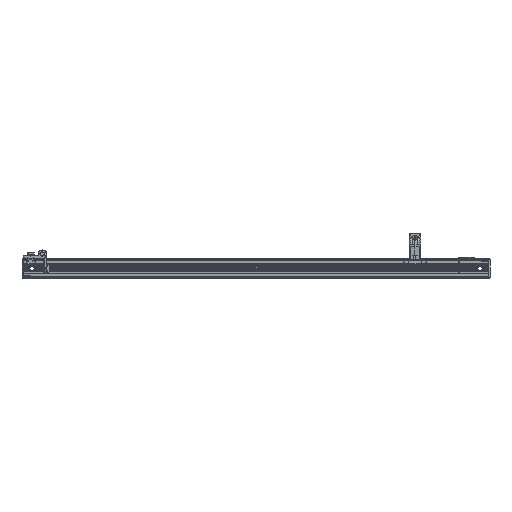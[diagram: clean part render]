
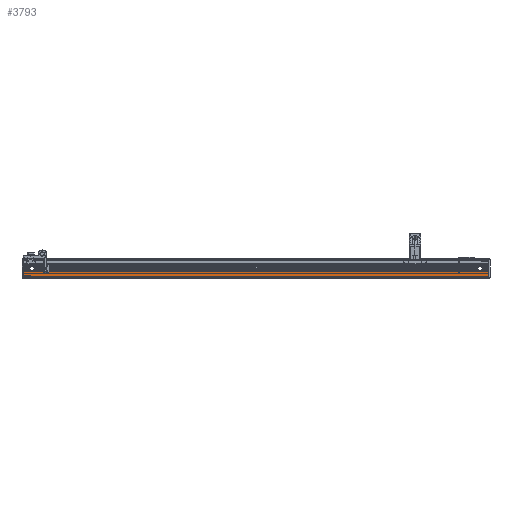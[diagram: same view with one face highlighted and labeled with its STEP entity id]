
A CAD part, front view. The second image highlights one B-rep face of the part: STEP entity #3793.
In plain terms, the highlighted planar face has unit normal (0, -1, 0).
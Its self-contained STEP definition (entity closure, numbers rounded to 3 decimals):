
#3793=ADVANCED_FACE('',(#7827),#7828,.T.);
#7827=FACE_OUTER_BOUND('',#12242,.T.);
#7828=PLANE('',#12243);
#12242=EDGE_LOOP('',(#23980,#23981,#23982,#23983));
#12243=AXIS2_PLACEMENT_3D('',#23984,#23985,#23986);
#23980=ORIENTED_EDGE('',*,*,#30437,.F.);
#23981=ORIENTED_EDGE('',*,*,#30438,.F.);
#23982=ORIENTED_EDGE('',*,*,#30439,.F.);
#23983=ORIENTED_EDGE('',*,*,#30434,.T.);
#23984=CARTESIAN_POINT('',(-43.5,1609.0,-45.15));
#23985=DIRECTION('',(0.0,-1.0,0.0));
#23986=DIRECTION('',(0.0,0.0,-1.0));
#30434=EDGE_CURVE('',#37753,#37751,#37754,.T.);
#30437=EDGE_CURVE('',#37757,#37751,#37758,.T.);
#30438=EDGE_CURVE('',#37759,#37757,#37760,.T.);
#30439=EDGE_CURVE('',#37753,#37759,#37761,.T.);
#37751=VERTEX_POINT('',#50411);
#37753=VERTEX_POINT('',#50413);
#37754=LINE('',#50414,#50415);
#37757=VERTEX_POINT('',#50418);
#37758=LINE('',#50419,#50420);
#37759=VERTEX_POINT('',#50421);
#37760=LINE('',#50422,#50423);
#37761=LINE('',#50424,#50425);
#50411=CARTESIAN_POINT('',(993.5,1609.0,-52.0));
#50413=CARTESIAN_POINT('',(-43.5,1609.0,-52.0));
#50414=CARTESIAN_POINT('',(-43.5,1609.0,-52.0));
#50415=VECTOR('',#56839,1.0);
#50418=CARTESIAN_POINT('',(993.5,1609.0,-38.3));
#50419=CARTESIAN_POINT('',(993.5,1609.0,-12.993));
#50420=VECTOR('',#56843,39.015);
#50421=CARTESIAN_POINT('',(-43.5,1609.0,-38.3));
#50422=CARTESIAN_POINT('',(-43.5,1609.0,-38.3));
#50423=VECTOR('',#56844,1.0);
#50424=CARTESIAN_POINT('',(-43.5,1609.0,-52.007));
#50425=VECTOR('',#56845,39.015);
#56839=DIRECTION('',(1.0,0.0,0.0));
#56843=DIRECTION('',(0.0,0.,-1.0));
#56844=DIRECTION('',(1.0,0.0,0.0));
#56845=DIRECTION('',(0.0,0.,1.0));
